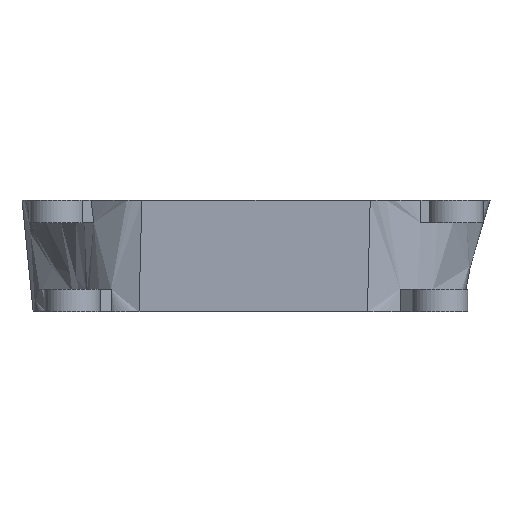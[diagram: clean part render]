
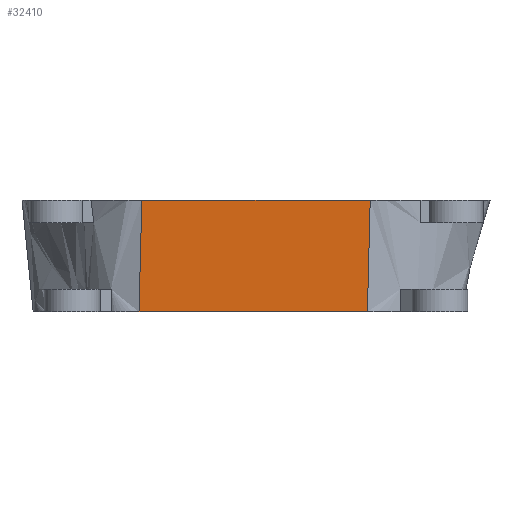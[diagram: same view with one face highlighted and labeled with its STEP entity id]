
A CAD part, front view. The second image highlights one B-rep face of the part: STEP entity #32410.
In plain terms, the highlighted free-form (B-spline) face has degree [1, 1] with [2, 2] control points.
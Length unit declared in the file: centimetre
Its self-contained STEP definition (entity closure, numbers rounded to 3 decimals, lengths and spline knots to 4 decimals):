
#3660 = CARTESIAN_POINT ('', (-20.4939, -42., 20.));
#3670 = VERTEX_POINT ('', #3660);
#3790 = CARTESIAN_POINT ('', (20.4939, -42., 20.));
#3800 = VERTEX_POINT ('', #3790);
#3810 = CARTESIAN_POINT ('', (-20.4939, -42., 20.));
#3820 = CARTESIAN_POINT ('', (20.4939, -42., 20.));
#3830 = B_SPLINE_CURVE_WITH_KNOTS ('', 1, (#3810, #3820), .UNSPECIFIED., .F., .U., (2, 2), (41., 42.), .UNSPECIFIED.);
#3840 = EDGE_CURVE ('', #3670, #3800, #3830, .T.);
#22930 = CARTESIAN_POINT ('', (20., -41.5, 0.));
#22940 = VERTEX_POINT ('', #22930);
#23040 = CARTESIAN_POINT ('', (-21., -41.5, 0.));
#23050 = VERTEX_POINT ('', #23040);
#23060 = CARTESIAN_POINT ('', (-21., -41.5, 0.));
#23070 = CARTESIAN_POINT ('', (20., -41.5, 0.));
#23080 = B_SPLINE_CURVE_WITH_KNOTS ('', 1, (#23060, #23070), .UNSPECIFIED., .F., .U., (2, 2), (71., 72.), .UNSPECIFIED.);
#23090 = EDGE_CURVE ('', #23050, #22940, #23080, .T.);
#28980 = CARTESIAN_POINT ('', (20.4939, -42., 20.));
#28990 = CARTESIAN_POINT ('', (20., -41.5, 0.));
#29000 = B_SPLINE_CURVE_WITH_KNOTS ('', 1, (#28980, #28990), .UNSPECIFIED., .F., .U., (2, 2), (0., 1.), .UNSPECIFIED.);
#29010 = EDGE_CURVE ('', #3800, #22940, #29000, .T.);
#32260 = CARTESIAN_POINT ('', (-21., -41.5, 0.));
#32270 = CARTESIAN_POINT ('', (-20.4939, -42., 20.));
#32280 = B_SPLINE_CURVE_WITH_KNOTS ('', 1, (#32260, #32270), .UNSPECIFIED., .F., .U., (2, 2), (0., 1.), .UNSPECIFIED.);
#32290 = EDGE_CURVE ('', #23050, #3670, #32280, .T.);
#32300 = ORIENTED_EDGE ('', *, *, #32290, .F.);
#32310 = ORIENTED_EDGE ('', *, *, #23090, .T.);
#32320 = ORIENTED_EDGE ('', *, *, #29010, .F.);
#32330 = ORIENTED_EDGE ('', *, *, #3840, .F.);
#32340 = EDGE_LOOP ('', (#32300, #32310, #32320, #32330));
#32350 = FACE_OUTER_BOUND ('', #32340, .T.);
#32360 = CARTESIAN_POINT ('', (-21.001, -41.5, -0.001));
#32370 = CARTESIAN_POINT ('', (-21.001, -42., 20.001));
#32380 = CARTESIAN_POINT ('', (20.4949, -41.5, -0.001));
#32390 = CARTESIAN_POINT ('', (20.4949, -42., 20.001));
#32400 = B_SPLINE_SURFACE_WITH_KNOTS ('', 1, 1, ((#32360, #32370), (#32380, #32390)), .UNSPECIFIED., .F., .F., .U., (2, 2), (2, 2), (-0.001, 41.4949), (-0.001, 20.0073), .UNSPECIFIED.);
#32410 = ADVANCED_FACE ('', (#32350), #32400, .T.);
